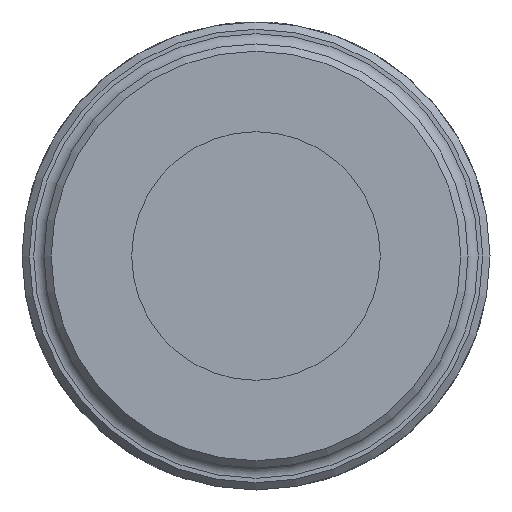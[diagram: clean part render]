
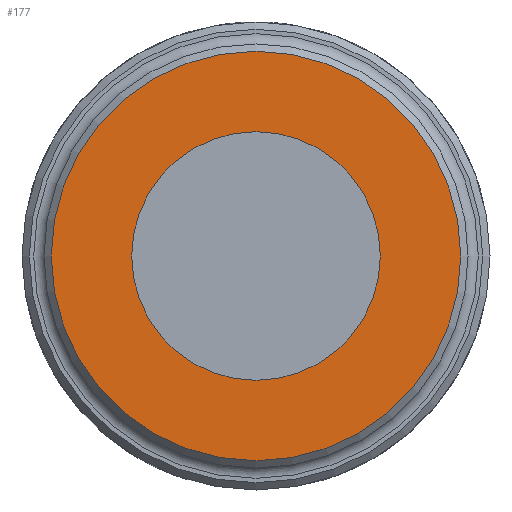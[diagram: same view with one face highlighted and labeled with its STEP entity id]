
A CAD part, left-side view. The second image highlights one B-rep face of the part: STEP entity #177.
In plain terms, the highlighted planar face has unit normal (-1, 0, 0).
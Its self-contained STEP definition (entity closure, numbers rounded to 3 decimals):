
#141=FACE_BOUND('',#257,.T.);
#142=FACE_BOUND('',#258,.T.);
#177=ADVANCED_FACE('',(#141,#142),#216,.F.);
#216=PLANE('',#603);
#257=EDGE_LOOP('',(#315));
#258=EDGE_LOOP('',(#316));
#315=ORIENTED_EDGE('',*,*,#505,.F.);
#316=ORIENTED_EDGE('',*,*,#506,.T.);
#453=VERTEX_POINT('',#816);
#454=VERTEX_POINT('',#818);
#505=EDGE_CURVE('',#453,#453,#574,.T.);
#506=EDGE_CURVE('',#454,#454,#575,.T.);
#574=CIRCLE('',#601,14.);
#575=CIRCLE('',#602,8.5);
#601=AXIS2_PLACEMENT_3D('',#815,#668,#669);
#602=AXIS2_PLACEMENT_3D('',#817,#670,#671);
#603=AXIS2_PLACEMENT_3D('',#819,#672,#673);
#668=DIRECTION('',(1.,0.,0.));
#669=DIRECTION('',(0.,0.,-1.));
#670=DIRECTION('',(1.,0.,0.));
#671=DIRECTION('',(0.,0.,-1.));
#672=DIRECTION('',(1.,0.,0.));
#673=DIRECTION('',(0.,0.,-1.));
#815=CARTESIAN_POINT('',(0.,0.,0.));
#816=CARTESIAN_POINT('',(0.,0.,-14.));
#817=CARTESIAN_POINT('',(0.,0.,0.));
#818=CARTESIAN_POINT('',(0.,0.,-8.5));
#819=CARTESIAN_POINT('',(0.,0.,0.));
